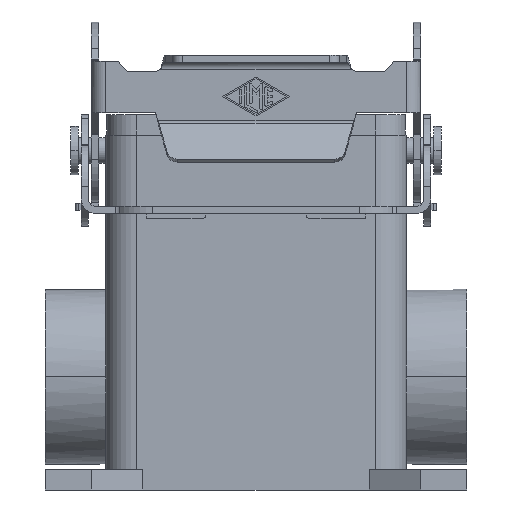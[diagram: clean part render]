
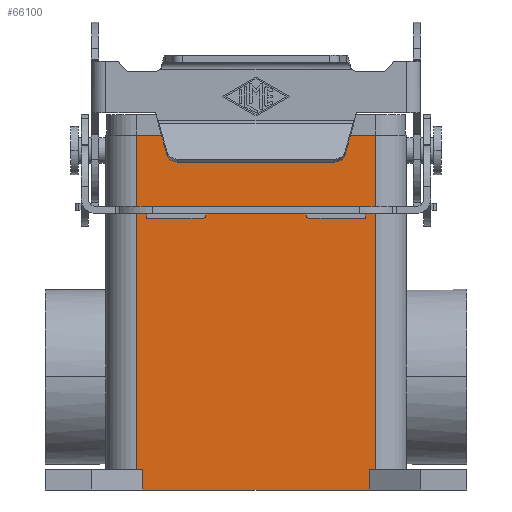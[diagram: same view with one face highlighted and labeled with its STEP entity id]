
A CAD part, front view. The second image highlights one B-rep face of the part: STEP entity #66100.
In plain terms, the highlighted planar face has unit normal (0, -1, 0).
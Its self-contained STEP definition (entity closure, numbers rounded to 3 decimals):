
#23510=CARTESIAN_POINT('',(-23.25,-22.25,3.));
#23520=VERTEX_POINT('',#23510);
#23550=CARTESIAN_POINT('',(-23.25,-22.25,-62.));
#23560=DIRECTION('',(0.,0.,1.));
#23570=VECTOR('',#23560,65.);
#23580=LINE('',#23550,#23570);
#23590=CARTESIAN_POINT('',(-23.25,-22.25,-62.));
#23600=VERTEX_POINT('',#23590);
#23610=EDGE_CURVE('',#23600,#23520,#23580,.T.);
#28950=CARTESIAN_POINT('',(23.25,-22.25,-62.));
#28960=VERTEX_POINT('',#28950);
#28990=CARTESIAN_POINT('',(23.25,-22.25,-62.));
#29000=DIRECTION('',(0.,0.,1.));
#29010=VECTOR('',#29000,65.);
#29020=LINE('',#28990,#29010);
#29030=CARTESIAN_POINT('',(23.25,-22.25,3.));
#29040=VERTEX_POINT('',#29030);
#29050=EDGE_CURVE('',#28960,#29040,#29020,.T.);
#61370=CARTESIAN_POINT('',(23.25,-22.25,3.));
#61380=DIRECTION('',(-1.,0.,0.));
#61390=VECTOR('',#61380,46.5);
#61400=LINE('',#61370,#61390);
#61410=EDGE_CURVE('',#29040,#23520,#61400,.T.);
#61730=CARTESIAN_POINT('',(-22.,-22.25,-62.));
#61740=DIRECTION('',(-1.,0.,0.));
#61750=VECTOR('',#61740,1.25);
#61760=LINE('',#61730,#61750);
#61770=CARTESIAN_POINT('',(-22.,-22.25,-62.));
#61780=VERTEX_POINT('',#61770);
#61790=EDGE_CURVE('',#61780,#23600,#61760,.T.);
#62830=CARTESIAN_POINT('',(22.,-22.25,-62.));
#62840=VERTEX_POINT('',#62830);
#62870=CARTESIAN_POINT('',(23.25,-22.25,-62.));
#62880=DIRECTION('',(-1.,0.,0.));
#62890=VECTOR('',#62880,1.25);
#62900=LINE('',#62870,#62890);
#62910=EDGE_CURVE('',#28960,#62840,#62900,.T.);
#65690=CARTESIAN_POINT('',(22.,-22.25,-66.));
#65700=VERTEX_POINT('',#65690);
#65730=CARTESIAN_POINT('',(22.,-22.25,-66.));
#65740=DIRECTION('',(0.,0.,1.));
#65750=VECTOR('',#65740,4.);
#65760=LINE('',#65730,#65750);
#65770=EDGE_CURVE('',#65700,#62840,#65760,.T.);
#65830=CARTESIAN_POINT('',(22.,-22.25,-66.));
#65840=DIRECTION('',(0.,-1.,0.));
#65850=DIRECTION('',(0.,0.,-1.));
#65860=AXIS2_PLACEMENT_3D('',#65830,#65840,#65850);
#65870=PLANE('',#65860);
#65880=ORIENTED_EDGE('',*,*,#61790,.F.);
#65890=ORIENTED_EDGE('',*,*,#23610,.F.);
#65900=ORIENTED_EDGE('',*,*,#61410,.T.);
#65910=ORIENTED_EDGE('',*,*,#29050,.T.);
#65920=ORIENTED_EDGE('',*,*,#62910,.F.);
#65930=ORIENTED_EDGE('',*,*,#65770,.T.);
#65940=CARTESIAN_POINT('',(22.,-22.25,-66.));
#65950=DIRECTION('',(-1.,0.,0.));
#65960=VECTOR('',#65950,44.);
#65970=LINE('',#65940,#65960);
#65980=CARTESIAN_POINT('',(-22.,-22.25,-66.));
#65990=VERTEX_POINT('',#65980);
#66000=EDGE_CURVE('',#65700,#65990,#65970,.T.);
#66010=ORIENTED_EDGE('',*,*,#66000,.F.);
#66020=CARTESIAN_POINT('',(-22.,-22.25,-66.));
#66030=DIRECTION('',(0.,0.,1.));
#66040=VECTOR('',#66030,4.);
#66050=LINE('',#66020,#66040);
#66060=EDGE_CURVE('',#65990,#61780,#66050,.T.);
#66070=ORIENTED_EDGE('',*,*,#66060,.F.);
#66080=EDGE_LOOP('',(#66070,#66010,#65930,#65920,#65910,#65900,#65890,
#65880));
#66090=FACE_OUTER_BOUND('',#66080,.T.);
#66100=ADVANCED_FACE('',(#66090),#65870,.T.);
